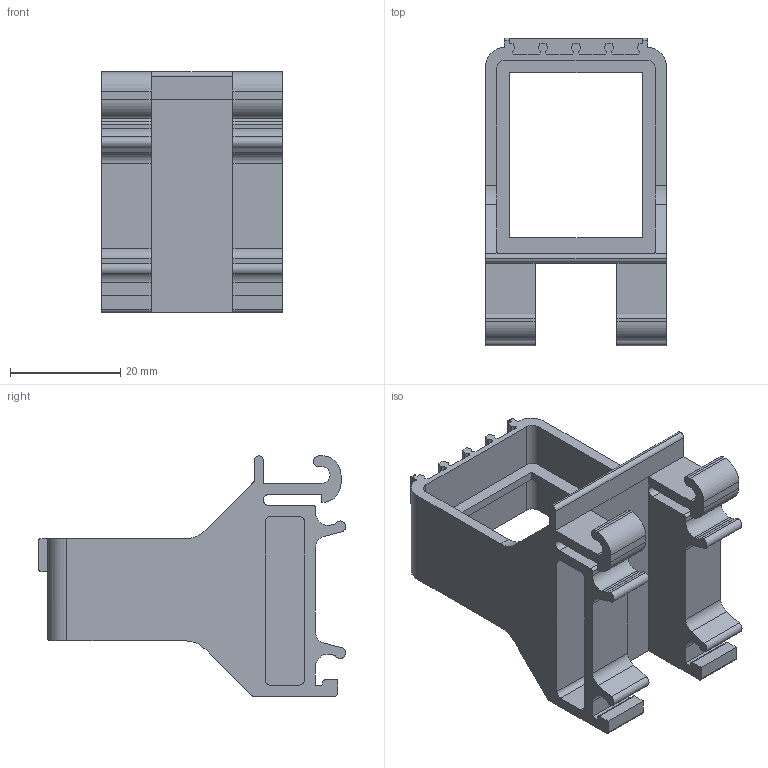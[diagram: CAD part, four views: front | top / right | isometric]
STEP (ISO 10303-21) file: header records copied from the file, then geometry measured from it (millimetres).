
FILE_DESCRIPTION(('CATIA V5 STEP Exchange','CAx-IF Rec.Pracs.--- Model Styling and Organization---1.2---2011-12-15'),'2;1');
FILE_NAME ('D1453009_0_1582940000_1582940000.stp','2018-09-20T18:01:44+00:00',('none'),('Weidmueller'),'CATIA Version 5-6 Release 2014','CATIA V5 STEP AP214','none');
FILE_SCHEMA(('AUTOMOTIVE_DESIGN { 1 0 10303 214 1 1 1 1 }'));
Length unit declared in the file: millimetre
Products named in the file (1): 1582940000
Bounding box: 32.9 x 55.9 x 43.7 mm (x, y, z)
Volume: 11305.7 mm3; surface area: 12672.8 mm2
Topology: 1 solids, 1 shells, 201 faces, 615 edges, 418 vertices
Faces by surface type: plane 135, cylinder 66
Entity records: 6526 total; most frequent: CARTESIAN_POINT 1249, ORIENTED_EDGE 1230, DIRECTION 879, EDGE_CURVE 615, VECTOR 463, LINE 463, VERTEX_POINT 418, AXIS2_PLACEMENT_3D 280
